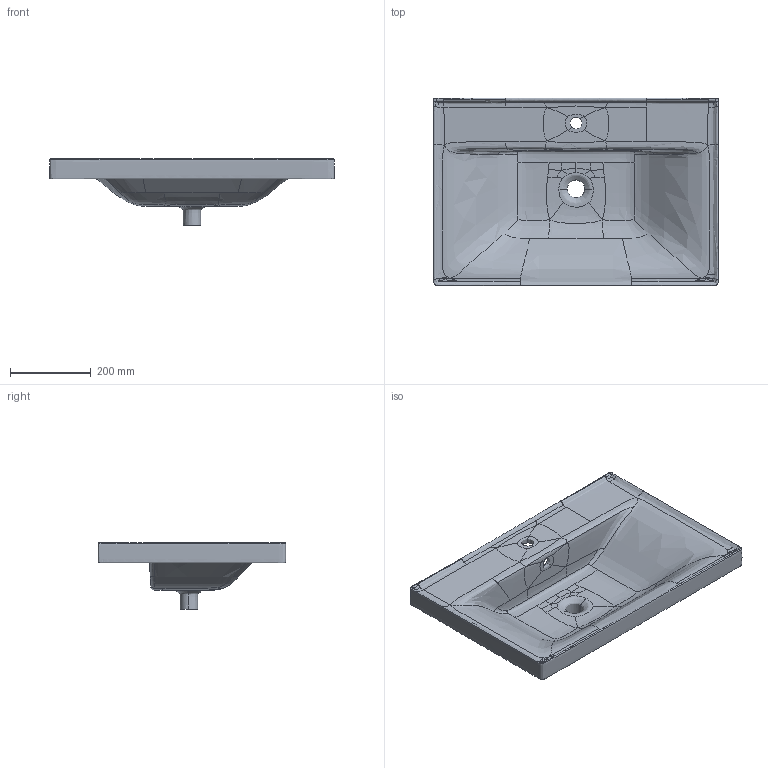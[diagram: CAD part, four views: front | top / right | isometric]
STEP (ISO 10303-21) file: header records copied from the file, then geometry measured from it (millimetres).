
FILE_DESCRIPTION(/* description */ (''),/* implementation_level */ '2;1');
FILE_NAME(/* name */ '2070',/* time_stamp */ '2024-12-16T18:36:46+03:00',/* author */ (''),/* organization */ (''),/* preprocessor_version */ 'ST-DEVELOPER v16.5',/* originating_system */ '',/* authorisation */ '');
FILE_SCHEMA (('AUTOMOTIVE_DESIGN_CC2'));
Length unit declared in the file: millimetre
Products named in the file (1): Document
Bounding box: 704.79 x 464.86 x 164.47 mm (x, y, z)
Surface area: 530832.1 mm2 (no closed solid volume)
Topology: 0 solids, 1 shells, 104 faces, 266 edges, 160 vertices
Faces by surface type: bspline 104
Entity records: 18079 total; most frequent: CARTESIAN_POINT 16424, ORIENTED_EDGE 522, EDGE_CURVE 266, B_SPLINE_CURVE_WITH_KNOTS 266, VERTEX_POINT 160, ADVANCED_FACE 104, FACE_OUTER_BOUND 104, EDGE_LOOP 104
